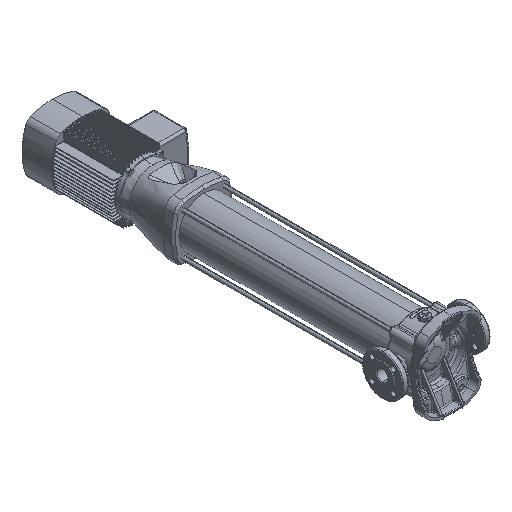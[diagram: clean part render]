
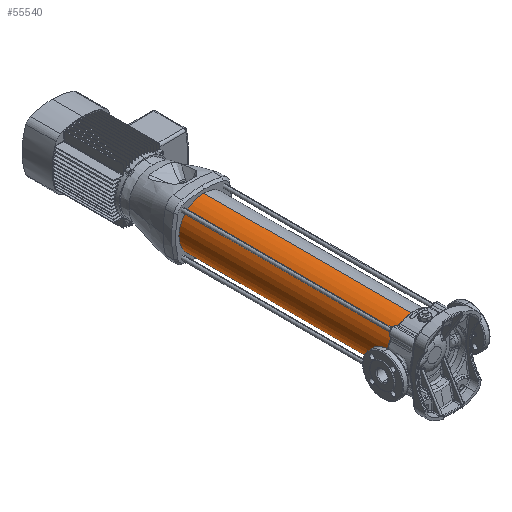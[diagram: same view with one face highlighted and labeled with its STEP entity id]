
A CAD part, isometric view. The second image highlights one B-rep face of the part: STEP entity #55540.
In plain terms, the highlighted cylindrical face has radius 70 mm (diameter 140 mm), a partial arc.
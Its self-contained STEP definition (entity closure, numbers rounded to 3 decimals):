
#2056 = AXIS2_PLACEMENT_3D ( 'NONE', #56713, #20923, #52190 ) ;
#2273 = CARTESIAN_POINT ( 'NONE',  ( 0., 702., -70. ) ) ;
#5874 = CARTESIAN_POINT ( 'NONE',  ( 0., 111., 70. ) ) ;
#6832 = CARTESIAN_POINT ( 'NONE',  ( 0., 702., 70. ) ) ;
#10542 = VERTEX_POINT ( 'NONE', #13491 ) ;
#11787 = DIRECTION ( 'NONE',  ( 0., 0., 1. ) ) ;
#12988 = DIRECTION ( 'NONE',  ( 0., 0., 1. ) ) ;
#13269 = CIRCLE ( 'NONE', #52103, 70. ) ;
#13491 = CARTESIAN_POINT ( 'NONE',  ( 0., 702., 70. ) ) ;
#14810 = EDGE_CURVE ( 'NONE', #10542, #61032, #24143, .T. ) ;
#16088 = LINE ( 'NONE', #37959, #39110 ) ;
#16505 = ORIENTED_EDGE ( 'NONE', *, *, #27955, .F. ) ;
#18724 = DIRECTION ( 'NONE',  ( 0., -1., 0. ) ) ;
#18780 = ORIENTED_EDGE ( 'NONE', *, *, #14810, .F. ) ;
#20923 = DIRECTION ( 'NONE',  ( 0., -1., 0. ) ) ;
#21275 = CYLINDRICAL_SURFACE ( 'NONE', #2056, 70. ) ;
#23896 = VECTOR ( 'NONE', #33574, 1000. ) ;
#24143 = LINE ( 'NONE', #6832, #23896 ) ;
#27955 = EDGE_CURVE ( 'NONE', #31256, #10542, #13269, .T. ) ;
#30673 = FACE_OUTER_BOUND ( 'NONE', #56581, .T. ) ;
#31256 = VERTEX_POINT ( 'NONE', #2273 ) ;
#32304 = CARTESIAN_POINT ( 'NONE',  ( 0., 111., 0. ) ) ;
#33574 = DIRECTION ( 'NONE',  ( 0., -1., 0. ) ) ;
#37959 = CARTESIAN_POINT ( 'NONE',  ( 0., 702., -70. ) ) ;
#39110 = VECTOR ( 'NONE', #18724, 1000. ) ;
#41515 = EDGE_CURVE ( 'NONE', #31256, #64041, #16088, .T. ) ;
#43410 = DIRECTION ( 'NONE',  ( 0., 1., 0. ) ) ;
#45282 = DIRECTION ( 'NONE',  ( 0., 1., 0. ) ) ;
#47723 = ORIENTED_EDGE ( 'NONE', *, *, #41515, .T. ) ;
#48302 = CIRCLE ( 'NONE', #58265, 70. ) ;
#50041 = EDGE_CURVE ( 'NONE', #64041, #61032, #48302, .T. ) ;
#52103 = AXIS2_PLACEMENT_3D ( 'NONE', #61255, #45282, #12988 ) ;
#52190 = DIRECTION ( 'NONE',  ( 0., 0., -1. ) ) ;
#54513 = CARTESIAN_POINT ( 'NONE',  ( 0., 111., -70. ) ) ;
#55540 = ADVANCED_FACE ( 'NONE', ( #30673 ), #21275, .T. ) ;
#56581 = EDGE_LOOP ( 'NONE', ( #18780, #16505, #47723, #60677 ) ) ;
#56713 = CARTESIAN_POINT ( 'NONE',  ( 0., 702., 0. ) ) ;
#58265 = AXIS2_PLACEMENT_3D ( 'NONE', #32304, #43410, #11787 ) ;
#60677 = ORIENTED_EDGE ( 'NONE', *, *, #50041, .T. ) ;
#61032 = VERTEX_POINT ( 'NONE', #5874 ) ;
#61255 = CARTESIAN_POINT ( 'NONE',  ( 0., 702., 0. ) ) ;
#64041 = VERTEX_POINT ( 'NONE', #54513 ) ;
